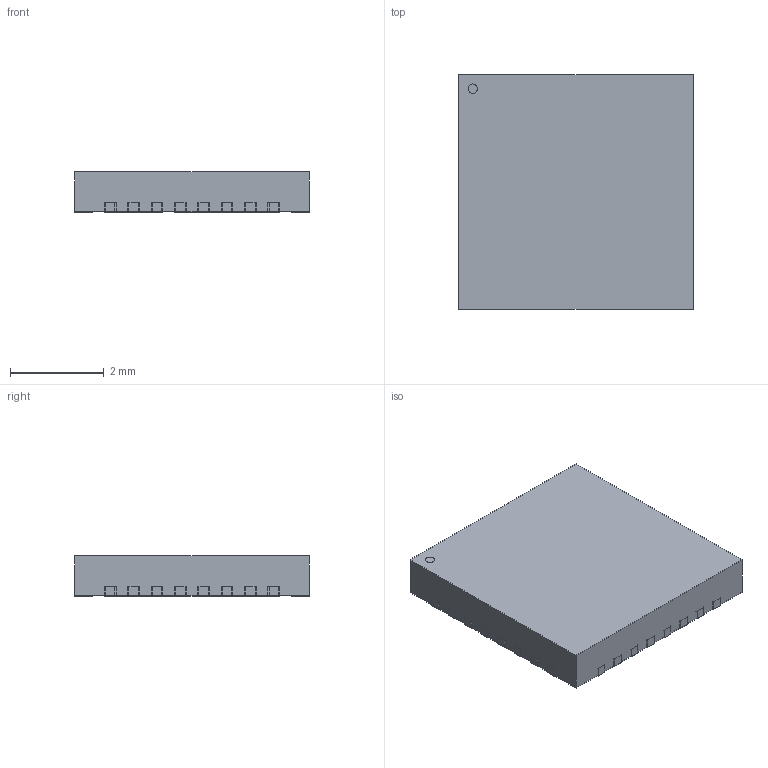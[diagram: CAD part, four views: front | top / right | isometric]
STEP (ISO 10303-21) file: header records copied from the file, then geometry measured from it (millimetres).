
FILE_DESCRIPTION(('FreeCAD Model'),'2;1');
FILE_NAME('Open CASCADE Shape Model','2021-06-09T11:06:30',( 'kicad StepUp'),('ksu MCAD'),'Open CASCADE STEP processor 7.5', 'FreeCAD','Unknown');
FILE_SCHEMA(('AUTOMOTIVE_DESIGN { 1 0 10303 214 1 1 1 1 }'));
Length unit declared in the file: millimetre
Products named in the file (1): Vishay_PowerPAK_MLP32_55G_cp
Bounding box: 5.02 x 5.02 x 0.86 mm (x, y, z)
Surface area: 105.3 mm2
Topology: 6 solids, 6 shells, 435 faces, 1272 edges, 848 vertices
Faces by surface type: plane 324, cylinder 111
Full cylindrical faces by diameter (mm): 0.2 x2
Entity records: 17341 total; most frequent: CARTESIAN_POINT 2556, ORIENTED_EDGE 2544, DIRECTION 2494, EDGE_CURVE 1272, LINE 922, VECTOR 922, VERTEX_POINT 848, AXIS2_PLACEMENT_3D 786
